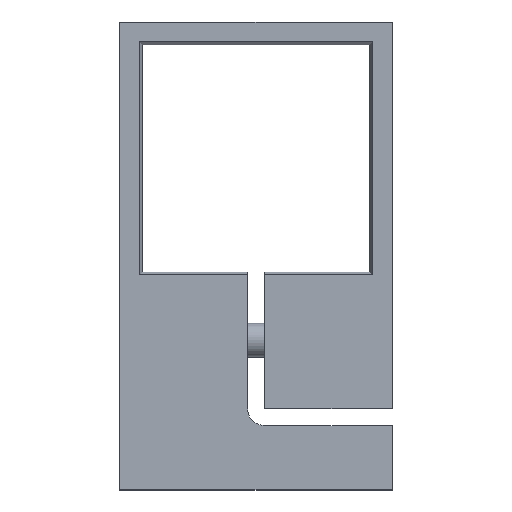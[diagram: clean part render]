
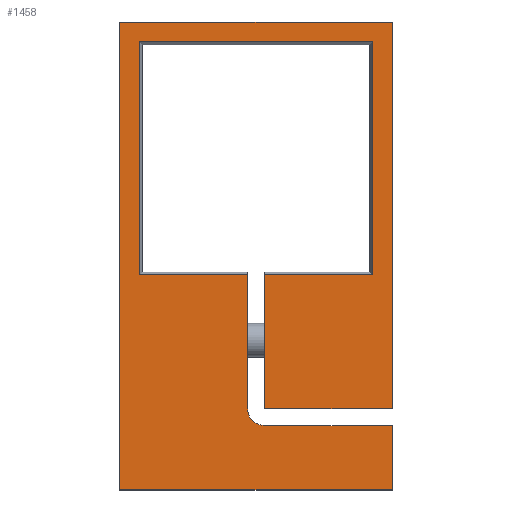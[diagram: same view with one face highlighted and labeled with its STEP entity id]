
A CAD part, top view. The second image highlights one B-rep face of the part: STEP entity #1458.
In plain terms, the highlighted planar face has unit normal (0, 0, 1).
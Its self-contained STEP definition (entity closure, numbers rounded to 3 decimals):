
#369=CARTESIAN_POINT('',(25.5,14.3,8.));
#370=DIRECTION('',(0.,0.,-1.));
#371=DIRECTION('',(0.,-1.,0.));
#372=AXIS2_PLACEMENT_3D('',#369,#370,#371);
#405=DIRECTION('',(-1.,0.,0.));
#406=VECTOR('',#405,19.);
#407=CARTESIAN_POINT('',(22.5,37.8,8.));
#408=LINE('',#407,#406);
#409=DIRECTION('',(0.,-1.,0.));
#410=VECTOR('',#409,23.5);
#411=CARTESIAN_POINT('',(22.5,37.8,8.));
#412=LINE('',#411,#410);
#413=DIRECTION('',(-1.,0.,0.));
#414=VECTOR('',#413,22.5);
#415=CARTESIAN_POINT('',(48.,11.3,8.));
#416=LINE('',#415,#414);
#417=DIRECTION('',(0.,1.,0.));
#418=VECTOR('',#417,11.3);
#419=CARTESIAN_POINT('',(48.,0.,8.));
#420=LINE('',#419,#418);
#421=DIRECTION('',(1.,0.,0.));
#422=VECTOR('',#421,48.);
#423=CARTESIAN_POINT('',(0.,0.,8.));
#424=LINE('',#423,#422);
#425=DIRECTION('',(0.,-1.,0.));
#426=VECTOR('',#425,82.3);
#427=CARTESIAN_POINT('',(0.,82.3,8.));
#428=LINE('',#427,#426);
#429=DIRECTION('',(-1.,0.,0.));
#430=VECTOR('',#429,48.);
#431=CARTESIAN_POINT('',(48.,82.3,8.));
#432=LINE('',#431,#430);
#433=DIRECTION('',(0.,1.,0.));
#434=VECTOR('',#433,68.);
#435=CARTESIAN_POINT('',(48.,14.3,8.));
#436=LINE('',#435,#434);
#437=DIRECTION('',(-1.,0.,0.));
#438=VECTOR('',#437,22.5);
#439=CARTESIAN_POINT('',(48.,14.3,8.));
#440=LINE('',#439,#438);
#441=DIRECTION('',(0.,1.,0.));
#442=VECTOR('',#441,23.5);
#443=CARTESIAN_POINT('',(25.5,14.3,8.));
#444=LINE('',#443,#442);
#445=DIRECTION('',(-1.,0.,0.));
#446=VECTOR('',#445,19.);
#447=CARTESIAN_POINT('',(44.5,37.8,8.));
#448=LINE('',#447,#446);
#449=DIRECTION('',(0.,-1.,0.));
#450=VECTOR('',#449,41.);
#451=CARTESIAN_POINT('',(44.5,78.8,8.));
#452=LINE('',#451,#450);
#453=DIRECTION('',(1.,0.,0.));
#454=VECTOR('',#453,41.);
#455=CARTESIAN_POINT('',(3.5,78.8,8.));
#456=LINE('',#455,#454);
#457=DIRECTION('',(0.,1.,0.));
#458=VECTOR('',#457,41.);
#459=CARTESIAN_POINT('',(3.5,37.8,8.));
#460=LINE('',#459,#458);
#720=CARTESIAN_POINT('',(0.,0.,8.));
#721=CARTESIAN_POINT('',(48.,0.,8.));
#722=VERTEX_POINT('',#720);
#723=VERTEX_POINT('',#721);
#724=CARTESIAN_POINT('',(48.,82.3,8.));
#725=CARTESIAN_POINT('',(0.,82.3,8.));
#726=VERTEX_POINT('',#724);
#727=VERTEX_POINT('',#725);
#732=CARTESIAN_POINT('',(48.,14.3,8.));
#733=CARTESIAN_POINT('',(25.5,14.3,8.));
#734=VERTEX_POINT('',#732);
#735=VERTEX_POINT('',#733);
#737=CARTESIAN_POINT('',(48.,11.3,8.));
#739=VERTEX_POINT('',#737);
#740=CARTESIAN_POINT('',(25.5,11.3,8.));
#742=VERTEX_POINT('',#740);
#744=CARTESIAN_POINT('',(22.5,14.3,8.));
#746=VERTEX_POINT('',#744);
#869=CARTESIAN_POINT('',(22.5,37.8,8.));
#871=VERTEX_POINT('',#869);
#872=CARTESIAN_POINT('',(3.5,37.8,8.));
#873=VERTEX_POINT('',#872);
#878=CARTESIAN_POINT('',(3.5,78.8,8.));
#879=VERTEX_POINT('',#878);
#882=CARTESIAN_POINT('',(44.5,78.8,8.));
#883=VERTEX_POINT('',#882);
#884=CARTESIAN_POINT('',(44.5,37.8,8.));
#885=VERTEX_POINT('',#884);
#888=CARTESIAN_POINT('',(25.5,37.8,8.));
#890=VERTEX_POINT('',#888);
#1427=CARTESIAN_POINT('',(0.,0.,8.));
#1428=DIRECTION('',(0.,0.,1.));
#1429=DIRECTION('',(1.,0.,0.));
#1430=AXIS2_PLACEMENT_3D('',#1427,#1428,#1429);
#1431=PLANE('',#1430);
#1433=ORIENTED_EDGE('',*,*,#1432,.F.);
#1434=ORIENTED_EDGE('',*,*,#1128,.T.);
#1435=ORIENTED_EDGE('',*,*,#1372,.F.);
#1436=ORIENTED_EDGE('',*,*,#1388,.F.);
#1437=ORIENTED_EDGE('',*,*,#1401,.F.);
#1438=ORIENTED_EDGE('',*,*,#1052,.F.);
#1440=ORIENTED_EDGE('',*,*,#1439,.F.);
#1442=ORIENTED_EDGE('',*,*,#1441,.F.);
#1443=ORIENTED_EDGE('',*,*,#1413,.F.);
#1445=ORIENTED_EDGE('',*,*,#1444,.T.);
#1447=ORIENTED_EDGE('',*,*,#1446,.T.);
#1449=ORIENTED_EDGE('',*,*,#1448,.F.);
#1451=ORIENTED_EDGE('',*,*,#1450,.F.);
#1453=ORIENTED_EDGE('',*,*,#1452,.F.);
#1455=ORIENTED_EDGE('',*,*,#1454,.F.);
#1456=EDGE_LOOP('',(#1433,#1434,#1435,#1436,#1437,#1438,#1440,#1442,#1443,#1445,
#1447,#1449,#1451,#1453,#1455));
#1457=FACE_OUTER_BOUND('',#1456,.F.);
#373=CIRCLE('',#372,3.);
#1052=EDGE_CURVE('',#722,#723,#424,.T.);
#1128=EDGE_CURVE('',#871,#746,#412,.T.);
#1372=EDGE_CURVE('',#742,#746,#373,.T.);
#1388=EDGE_CURVE('',#739,#742,#416,.T.);
#1401=EDGE_CURVE('',#723,#739,#420,.T.);
#1413=EDGE_CURVE('',#734,#726,#436,.T.);
#1432=EDGE_CURVE('',#871,#873,#408,.T.);
#1439=EDGE_CURVE('',#727,#722,#428,.T.);
#1441=EDGE_CURVE('',#726,#727,#432,.T.);
#1444=EDGE_CURVE('',#734,#735,#440,.T.);
#1446=EDGE_CURVE('',#735,#890,#444,.T.);
#1448=EDGE_CURVE('',#885,#890,#448,.T.);
#1450=EDGE_CURVE('',#883,#885,#452,.T.);
#1452=EDGE_CURVE('',#879,#883,#456,.T.);
#1454=EDGE_CURVE('',#873,#879,#460,.T.);
#1458=ADVANCED_FACE('',(#1457),#1431,.T.);
